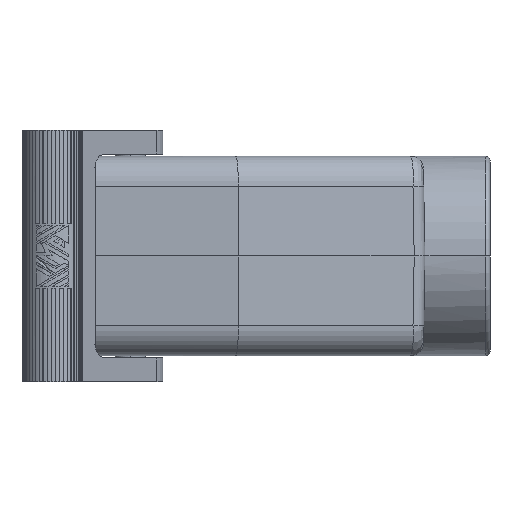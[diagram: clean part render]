
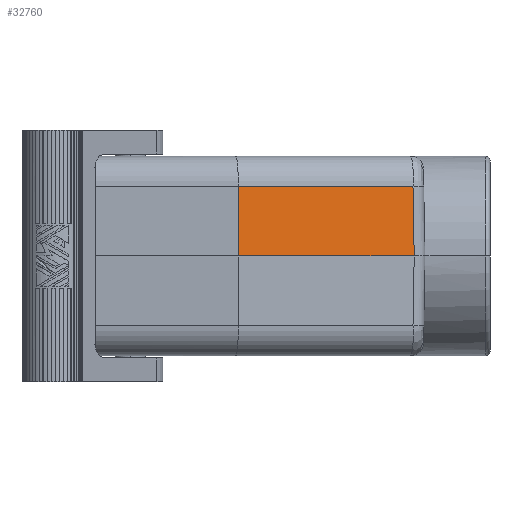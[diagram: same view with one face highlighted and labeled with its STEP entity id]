
A CAD part, left-side view. The second image highlights one B-rep face of the part: STEP entity #32760.
In plain terms, the highlighted face is planar.
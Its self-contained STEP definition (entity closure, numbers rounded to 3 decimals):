
#13530=CARTESIAN_POINT('',(31.972,56.576,
16.122));
#13540=VERTEX_POINT('',#13530);
#32390=CARTESIAN_POINT('',(29.999,68.576,
8.061));
#32400=DIRECTION('',(-0.985,-0.174,
-0.017));
#32410=DIRECTION('',(-0.017,-0.003,
1.));
#32420=AXIS2_PLACEMENT_3D('',#32390,#32400,#32410);
#32430=PLANE('',#32420);
#32440=CARTESIAN_POINT('',(29.86,68.552,
16.122));
#32450=DIRECTION('',(-0.174,0.985,
0.));
#32460=VECTOR('',#32450,1.);
#32470=LINE('',#32440,#32460);
#32480=CARTESIAN_POINT('',(24.872,96.84,
16.122));
#32490=VERTEX_POINT('',#32480);
#32500=EDGE_CURVE('',#13540,#32490,#32470,.T.);
#32510=ORIENTED_EDGE('',*,*,#32500,.F.);
#32520=CARTESIAN_POINT('',(25.108,97.121,
0.052));
#32530=DIRECTION('',(0.015,0.017,
-1.));
#32540=VECTOR('',#32530,1.);
#32550=LINE('',#32520,#32540);
#32560=CARTESIAN_POINT('',(25.108,97.122,
0.));
#32570=VERTEX_POINT('',#32560);
#32580=EDGE_CURVE('',#32490,#32570,#32550,.T.);
#32590=ORIENTED_EDGE('',*,*,#32580,.F.);
#32600=CARTESIAN_POINT('',(32.393,55.81,
0.));
#32610=DIRECTION('',(-0.174,0.985,
0.));
#32620=VECTOR('',#32610,1.);
#32630=LINE('',#32600,#32620);
#32640=CARTESIAN_POINT('',(32.253,56.6,
0.));
#32650=VERTEX_POINT('',#32640);
#32660=EDGE_CURVE('',#32650,#32570,#32630,.T.);
#32670=ORIENTED_EDGE('',*,*,#32660,.T.);
#32680=CARTESIAN_POINT('',(32.253,56.6,0.));
#32690=DIRECTION('',(-0.017,-0.002,
1.));
#32700=VECTOR('',#32690,1.);
#32710=LINE('',#32680,#32700);
#32720=EDGE_CURVE('',#32650,#13540,#32710,.T.);
#32730=ORIENTED_EDGE('',*,*,#32720,.F.);
#32740=EDGE_LOOP('',(#32730,#32670,#32590,#32510));
#32750=FACE_OUTER_BOUND('',#32740,.T.);
#32760=ADVANCED_FACE('',(#32750),#32430,.F.);
